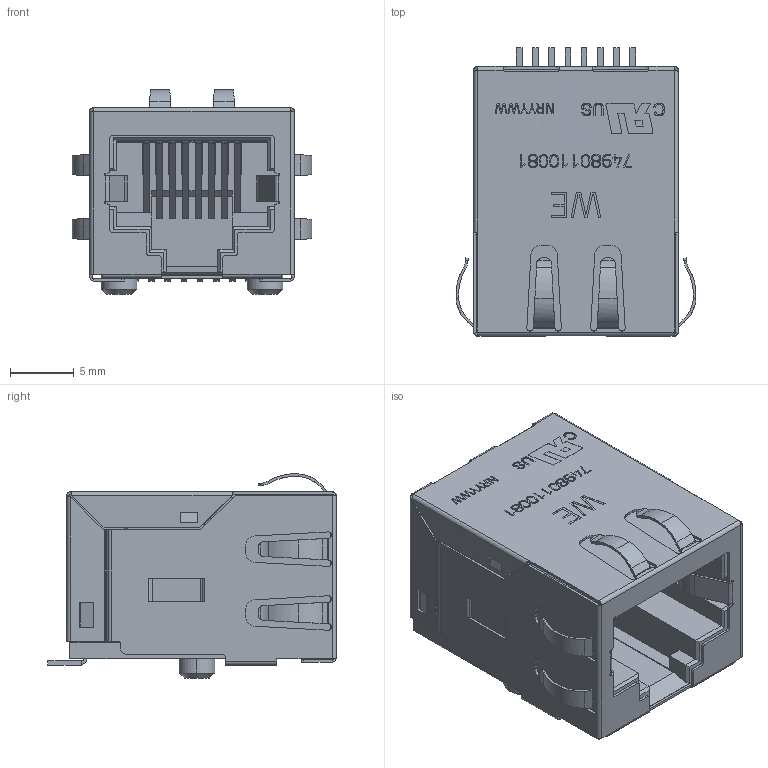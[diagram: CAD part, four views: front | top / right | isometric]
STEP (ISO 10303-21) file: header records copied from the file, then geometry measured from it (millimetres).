
FILE_DESCRIPTION(/* description */ ('Unknown'),/* implementation_level */ '2;1');
FILE_NAME(/* name */ 'T_Wurth_WE-RJ45LAN_74980110081',/* time_stamp */ '2025-08-27T13:31:23+08:00',/* author */ ('Unknown'),/* organization */ ('Unknown'),/* preprocessor_version */ 'ST-DEVELOPER v19.4',/* originating_system */ 'Solid Edge',/* authorisation */ 'Unknown');
FILE_SCHEMA (('AUTOMOTIVE_DESIGN {1 0 10303 214 3 1 1}'));
Length unit declared in the file: millimetre
Products named in the file (2): T_Wurth_WE-RJ45LAN_74980110081
Assembly tree (1 placements, depth 2):
  T_Wurth_WE-RJ45LAN_74980110081
    T_Wurth_WE-RJ45LAN_74980110081
Bounding box: 18.79 x 22.58 x 15.99 mm (x, y, z)
Volume: 2992.5 mm3; surface area: 6239.5 mm2
Topology: 1 solids, 1 shells, 1548 faces, 4143 edges, 2590 vertices
Faces by surface type: plane 1090, cylinder 349, bspline 90, cone 9, sphere 6, torus 4
Entity records: 59787 total; most frequent: CARTESIAN_POINT 11396, ORIENTED_EDGE 8274, DIRECTION 7063, EDGE_CURVE 4137, LINE 2935, VECTOR 2935, VERTEX_POINT 2590, AXIS2_PLACEMENT_3D 2064
